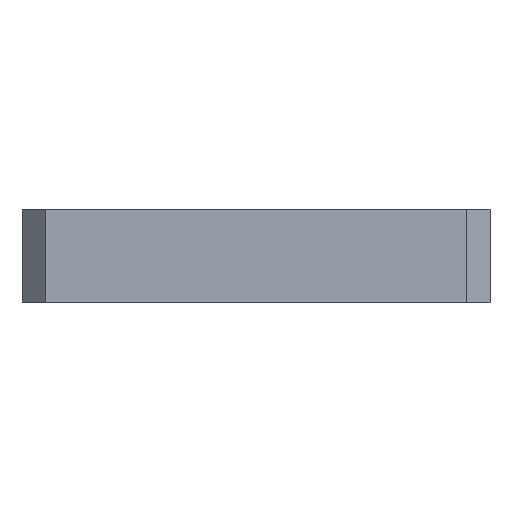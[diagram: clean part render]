
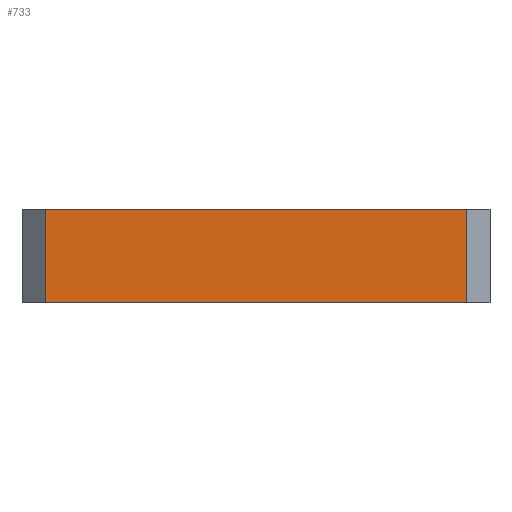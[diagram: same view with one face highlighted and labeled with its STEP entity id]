
A CAD part, front view. The second image highlights one B-rep face of the part: STEP entity #733.
In plain terms, the highlighted planar face has unit normal (0, -1, 0).
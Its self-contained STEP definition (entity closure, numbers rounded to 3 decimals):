
#37 = LINE ( 'NONE', #977, #767 ) ;
#45 = PLANE ( 'NONE',  #485 ) ;
#46 = VECTOR ( 'NONE', #305, 1000. ) ;
#87 = ORIENTED_EDGE ( 'NONE', *, *, #481, .T. ) ;
#152 = EDGE_CURVE ( 'NONE', #843, #329, #383, .T. ) ;
#157 = DIRECTION ( 'NONE',  ( 0., 0., 1. ) ) ;
#183 = VERTEX_POINT ( 'NONE', #943 ) ;
#201 = DIRECTION ( 'NONE',  ( 0., 0., 1. ) ) ;
#223 = EDGE_CURVE ( 'NONE', #329, #778, #555, .T. ) ;
#231 = CARTESIAN_POINT ( 'NONE',  ( 18., -250., 4. ) ) ;
#253 = CARTESIAN_POINT ( 'NONE',  ( 18., -250., -4. ) ) ;
#264 = DIRECTION ( 'NONE',  ( 1., 0., 0. ) ) ;
#273 = VECTOR ( 'NONE', #465, 1000. ) ;
#305 = DIRECTION ( 'NONE',  ( 1., 0., 0. ) ) ;
#329 = VERTEX_POINT ( 'NONE', #253 ) ;
#383 = LINE ( 'NONE', #878, #46 ) ;
#393 = ORIENTED_EDGE ( 'NONE', *, *, #223, .T. ) ;
#428 = CARTESIAN_POINT ( 'NONE',  ( -20., -250., 4. ) ) ;
#436 = CARTESIAN_POINT ( 'NONE',  ( -18., -250., -4. ) ) ;
#465 = DIRECTION ( 'NONE',  ( 0., 0., -1. ) ) ;
#481 = EDGE_CURVE ( 'NONE', #183, #843, #792, .T. ) ;
#485 = AXIS2_PLACEMENT_3D ( 'NONE', #428, #841, #201 ) ;
#538 = ORIENTED_EDGE ( 'NONE', *, *, #714, .F. ) ;
#555 = LINE ( 'NONE', #231, #741 ) ;
#608 = CARTESIAN_POINT ( 'NONE',  ( -18., -250., 4. ) ) ;
#714 = EDGE_CURVE ( 'NONE', #183, #778, #37, .T. ) ;
#733 = ADVANCED_FACE ( 'NONE', ( #912 ), #45, .F. ) ;
#741 = VECTOR ( 'NONE', #157, 1000. ) ;
#767 = VECTOR ( 'NONE', #264, 1000. ) ;
#778 = VERTEX_POINT ( 'NONE', #838 ) ;
#792 = LINE ( 'NONE', #608, #273 ) ;
#838 = CARTESIAN_POINT ( 'NONE',  ( 18., -250., 4. ) ) ;
#841 = DIRECTION ( 'NONE',  ( 0., 1., 0. ) ) ;
#843 = VERTEX_POINT ( 'NONE', #436 ) ;
#878 = CARTESIAN_POINT ( 'NONE',  ( -20., -250., -4. ) ) ;
#912 = FACE_OUTER_BOUND ( 'NONE', #1018, .T. ) ;
#943 = CARTESIAN_POINT ( 'NONE',  ( -18., -250., 4. ) ) ;
#968 = ORIENTED_EDGE ( 'NONE', *, *, #152, .T. ) ;
#977 = CARTESIAN_POINT ( 'NONE',  ( -20., -250., 4. ) ) ;
#1018 = EDGE_LOOP ( 'NONE', ( #968, #393, #538, #87 ) ) ;
